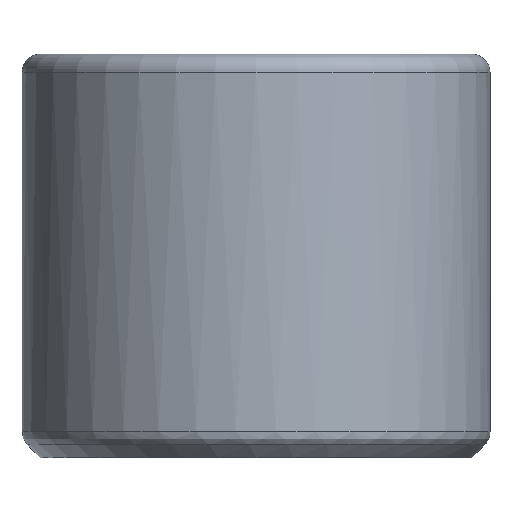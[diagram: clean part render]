
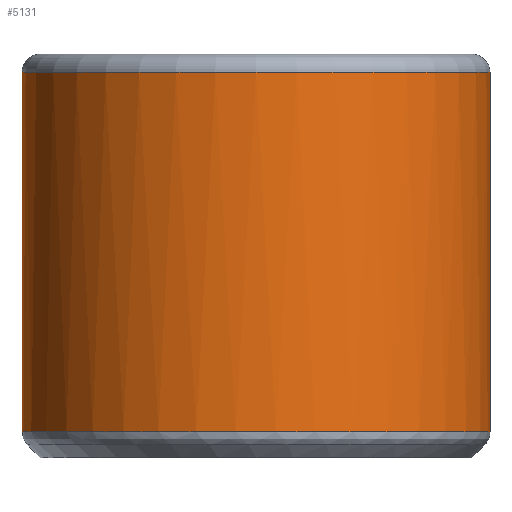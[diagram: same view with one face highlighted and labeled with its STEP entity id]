
A CAD part, front view. The second image highlights one B-rep face of the part: STEP entity #5131.
In plain terms, the highlighted cylindrical face has radius 12.75 mm (diameter 25.5 mm), a full revolution.
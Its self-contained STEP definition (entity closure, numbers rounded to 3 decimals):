
#4755 = TOROIDAL_SURFACE('',#4756,11.75,1.);
#4756 = AXIS2_PLACEMENT_3D('',#4757,#4758,#4759);
#4757 = CARTESIAN_POINT('',(0.,0.,21.));
#4758 = DIRECTION('',(0.,0.,1.));
#4759 = DIRECTION('',(1.,0.,-0.));
#4851 = ( BOUNDED_SURFACE() B_SPLINE_SURFACE(2,14,(
    (#4852,#4853,#4854,#4855,#4856,#4857,#4858,#4859,#4860,#4861,#4862
      ,#4863,#4864,#4865,#4866)
    ,(#4867,#4868,#4869,#4870,#4871,#4872,#4873,#4874,#4875,#4876,#4877
      ,#4878,#4879,#4880,#4881)
    ,(#4882,#4883,#4884,#4885,#4886,#4887,#4888,#4889,#4890,#4891,#4892
      ,#4893,#4894,#4895,#4896
)),.UNSPECIFIED.,.F.,.T.,.F.) B_SPLINE_SURFACE_WITH_KNOTS((3,3),(15,15),
  (0.,80.111),(0.,80.111),
.PIECEWISE_BEZIER_KNOTS.) GEOMETRIC_REPRESENTATION_ITEM() 
RATIONAL_B_SPLINE_SURFACE((
    (1.,1.,1.,1.,1.,1.
      ,1.,1.,1.,1.
      ,1.,1.,1.,1.,1.)
    ,(0.924,0.924,0.924,0.924
      ,0.924,0.924,0.924,0.924
      ,0.924,0.924,0.924,0.924
      ,0.924,0.924,0.924)
    ,(1.,1.,1.,1.,1.,1.
      ,1.,1.,1.,1.
      ,1.,1.,1.,1.,1.
))) REPRESENTATION_ITEM('') SURFACE() );
#4852 = CARTESIAN_POINT('',(12.75,0.,1.414));
#4853 = CARTESIAN_POINT('',(12.75,5.639,
    1.414));
#4854 = CARTESIAN_POINT('',(10.064,11.399,
    1.414));
#4855 = CARTESIAN_POINT('',(4.503,15.777,
    1.414));
#4856 = CARTESIAN_POINT('',(-3.081,17.217,
    1.414));
#4857 = CARTESIAN_POINT('',(-10.938,14.367,
    1.414));
#4858 = CARTESIAN_POINT('',(-16.209,8.726,
    1.414));
#4859 = CARTESIAN_POINT('',(-19.543,0.,
    1.414));
#4860 = CARTESIAN_POINT('',(-16.209,-8.726,
    1.414));
#4861 = CARTESIAN_POINT('',(-10.938,-14.367,
    1.414));
#4862 = CARTESIAN_POINT('',(-3.081,-17.217,
    1.414));
#4863 = CARTESIAN_POINT('',(4.503,-15.777,
    1.414));
#4864 = CARTESIAN_POINT('',(10.064,-11.399,
    1.414));
#4865 = CARTESIAN_POINT('',(12.75,-5.639,
    1.414));
#4866 = CARTESIAN_POINT('',(12.75,0.,1.414));
#4867 = CARTESIAN_POINT('',(12.75,0.,1.));
#4868 = CARTESIAN_POINT('',(12.75,5.639,1.));
#4869 = CARTESIAN_POINT('',(10.064,11.399,1.));
#4870 = CARTESIAN_POINT('',(4.503,15.777,1.));
#4871 = CARTESIAN_POINT('',(-3.081,17.217,1.));
#4872 = CARTESIAN_POINT('',(-10.938,14.367,1.));
#4873 = CARTESIAN_POINT('',(-16.209,8.726,1.));
#4874 = CARTESIAN_POINT('',(-19.543,0.,
    1.));
#4875 = CARTESIAN_POINT('',(-16.209,-8.726,
    1.));
#4876 = CARTESIAN_POINT('',(-10.938,-14.367,
    1.));
#4877 = CARTESIAN_POINT('',(-3.081,-17.217,
    1.));
#4878 = CARTESIAN_POINT('',(4.503,-15.777,1.));
#4879 = CARTESIAN_POINT('',(10.064,-11.399,1.));
#4880 = CARTESIAN_POINT('',(12.75,-5.639,1.));
#4881 = CARTESIAN_POINT('',(12.75,0.,1.));
#4882 = CARTESIAN_POINT('',(12.457,0.,0.707));
#4883 = CARTESIAN_POINT('',(12.457,5.51,
    0.707));
#4884 = CARTESIAN_POINT('',(9.833,11.137,
    0.707));
#4885 = CARTESIAN_POINT('',(4.4,15.415,
    0.707));
#4886 = CARTESIAN_POINT('',(-3.011,16.821,
    0.707));
#4887 = CARTESIAN_POINT('',(-10.687,14.037,
    0.707));
#4888 = CARTESIAN_POINT('',(-15.837,8.526,
    0.707));
#4889 = CARTESIAN_POINT('',(-19.094,0.,
    0.707));
#4890 = CARTESIAN_POINT('',(-15.837,-8.526,
    0.707));
#4891 = CARTESIAN_POINT('',(-10.687,-14.037,
    0.707));
#4892 = CARTESIAN_POINT('',(-3.011,-16.821,
    0.707));
#4893 = CARTESIAN_POINT('',(4.4,-15.415,
    0.707));
#4894 = CARTESIAN_POINT('',(9.833,-11.137,
    0.707));
#4895 = CARTESIAN_POINT('',(12.457,-5.51,
    0.707));
#4896 = CARTESIAN_POINT('',(12.457,0.,
    0.707));
#5006 = VERTEX_POINT('',#5007);
#5007 = CARTESIAN_POINT('',(12.75,0.,21.));
#5027 = EDGE_CURVE('',#5006,#5006,#5028,.T.);
#5028 = SURFACE_CURVE('',#5029,(#5034,#5041),.PCURVE_S1.);
#5029 = CIRCLE('',#5030,12.75);
#5030 = AXIS2_PLACEMENT_3D('',#5031,#5032,#5033);
#5031 = CARTESIAN_POINT('',(0.,0.,21.));
#5032 = DIRECTION('',(0.,0.,1.));
#5033 = DIRECTION('',(1.,0.,-0.));
#5034 = PCURVE('',#4755,#5035);
#5035 = DEFINITIONAL_REPRESENTATION('',(#5036),#5040);
#5036 = LINE('',#5037,#5038);
#5037 = CARTESIAN_POINT('',(0.,0.));
#5038 = VECTOR('',#5039,1.);
#5039 = DIRECTION('',(1.,0.));
#5040 = ( GEOMETRIC_REPRESENTATION_CONTEXT(2) 
PARAMETRIC_REPRESENTATION_CONTEXT() REPRESENTATION_CONTEXT('2D SPACE',''
  ) );
#5041 = PCURVE('',#5042,#5047);
#5042 = CYLINDRICAL_SURFACE('',#5043,12.75);
#5043 = AXIS2_PLACEMENT_3D('',#5044,#5045,#5046);
#5044 = CARTESIAN_POINT('',(0.,0.,0.));
#5045 = DIRECTION('',(-0.,-0.,-1.));
#5046 = DIRECTION('',(1.,0.,0.));
#5047 = DEFINITIONAL_REPRESENTATION('',(#5048),#5052);
#5048 = LINE('',#5049,#5050);
#5049 = CARTESIAN_POINT('',(-0.,-21.));
#5050 = VECTOR('',#5051,1.);
#5051 = DIRECTION('',(-1.,0.));
#5052 = ( GEOMETRIC_REPRESENTATION_CONTEXT(2) 
PARAMETRIC_REPRESENTATION_CONTEXT() REPRESENTATION_CONTEXT('2D SPACE',''
  ) );
#5060 = VERTEX_POINT('',#5061);
#5061 = CARTESIAN_POINT('',(12.75,0.,1.414));
#5082 = EDGE_CURVE('',#5060,#5060,#5083,.T.);
#5083 = SURFACE_CURVE('',#5084,(#5100,#5107),.PCURVE_S1.);
#5084 = ( BOUNDED_CURVE() B_SPLINE_CURVE(14,(#5085,#5086,#5087,#5088,
    #5089,#5090,#5091,#5092,#5093,#5094,#5095,#5096,#5097,#5098,#5099),
.UNSPECIFIED.,.T.,.F.) B_SPLINE_CURVE_WITH_KNOTS((15,15),(
0.,80.111),.PIECEWISE_BEZIER_KNOTS.) CURVE() 
GEOMETRIC_REPRESENTATION_ITEM() RATIONAL_B_SPLINE_CURVE((1.,1.,
    1.,1.,1.,1.,
    1.,1.,1.,1.,
    1.,1.,1.,1.,1.)) 
REPRESENTATION_ITEM('') );
#5085 = CARTESIAN_POINT('',(12.75,0.,1.414));
#5086 = CARTESIAN_POINT('',(12.75,5.639,
    1.414));
#5087 = CARTESIAN_POINT('',(10.064,11.399,
    1.414));
#5088 = CARTESIAN_POINT('',(4.503,15.777,
    1.414));
#5089 = CARTESIAN_POINT('',(-3.081,17.217,
    1.414));
#5090 = CARTESIAN_POINT('',(-10.938,14.367,
    1.414));
#5091 = CARTESIAN_POINT('',(-16.209,8.726,
    1.414));
#5092 = CARTESIAN_POINT('',(-19.543,0.,
    1.414));
#5093 = CARTESIAN_POINT('',(-16.209,-8.726,
    1.414));
#5094 = CARTESIAN_POINT('',(-10.938,-14.367,
    1.414));
#5095 = CARTESIAN_POINT('',(-3.081,-17.217,
    1.414));
#5096 = CARTESIAN_POINT('',(4.503,-15.777,
    1.414));
#5097 = CARTESIAN_POINT('',(10.064,-11.399,
    1.414));
#5098 = CARTESIAN_POINT('',(12.75,-5.639,
    1.414));
#5099 = CARTESIAN_POINT('',(12.75,0.,1.414));
#5100 = PCURVE('',#4851,#5101);
#5101 = DEFINITIONAL_REPRESENTATION('',(#5102),#5106);
#5102 = LINE('',#5103,#5104);
#5103 = CARTESIAN_POINT('',(0.,0.));
#5104 = VECTOR('',#5105,1.);
#5105 = DIRECTION('',(0.,1.));
#5106 = ( GEOMETRIC_REPRESENTATION_CONTEXT(2) 
PARAMETRIC_REPRESENTATION_CONTEXT() REPRESENTATION_CONTEXT('2D SPACE',''
  ) );
#5107 = PCURVE('',#5042,#5108);
#5108 = DEFINITIONAL_REPRESENTATION('',(#5109),#5130);
#5109 = B_SPLINE_CURVE_WITH_KNOTS('',10,(#5110,#5111,#5112,#5113,#5114,
    #5115,#5116,#5117,#5118,#5119,#5120,#5121,#5122,#5123,#5124,#5125,
    #5126,#5127,#5128,#5129),.UNSPECIFIED.,.F.,.F.,(11,9,11),(
    0.,40.055,80.111),.UNSPECIFIED.);
#5110 = CARTESIAN_POINT('',(0.,-1.414));
#5111 = CARTESIAN_POINT('',(-0.31,-1.414));
#5112 = CARTESIAN_POINT('',(-0.624,-1.414));
#5113 = CARTESIAN_POINT('',(-0.94,-1.414));
#5114 = CARTESIAN_POINT('',(-1.256,-1.414));
#5115 = CARTESIAN_POINT('',(-1.57,-1.414));
#5116 = CARTESIAN_POINT('',(-1.885,-1.414));
#5117 = CARTESIAN_POINT('',(-2.199,-1.414));
#5118 = CARTESIAN_POINT('',(-2.513,-1.414));
#5119 = CARTESIAN_POINT('',(-2.827,-1.414));
#5120 = CARTESIAN_POINT('',(-3.456,-1.414));
#5121 = CARTESIAN_POINT('',(-3.77,-1.414));
#5122 = CARTESIAN_POINT('',(-4.084,-1.414));
#5123 = CARTESIAN_POINT('',(-4.398,-1.414));
#5124 = CARTESIAN_POINT('',(-4.713,-1.414));
#5125 = CARTESIAN_POINT('',(-5.027,-1.414));
#5126 = CARTESIAN_POINT('',(-5.343,-1.414));
#5127 = CARTESIAN_POINT('',(-5.659,-1.414));
#5128 = CARTESIAN_POINT('',(-5.974,-1.414));
#5129 = CARTESIAN_POINT('',(-6.283,-1.414));
#5130 = ( GEOMETRIC_REPRESENTATION_CONTEXT(2) 
PARAMETRIC_REPRESENTATION_CONTEXT() REPRESENTATION_CONTEXT('2D SPACE',''
  ) );
#5131 = ADVANCED_FACE('',(#5132),#5042,.T.);
#5132 = FACE_BOUND('',#5133,.F.);
#5133 = EDGE_LOOP('',(#5134,#5155,#5156,#5157));
#5134 = ORIENTED_EDGE('',*,*,#5135,.T.);
#5135 = EDGE_CURVE('',#5060,#5006,#5136,.T.);
#5136 = SEAM_CURVE('',#5137,(#5141,#5148),.PCURVE_S1.);
#5137 = LINE('',#5138,#5139);
#5138 = CARTESIAN_POINT('',(12.75,0.,0.));
#5139 = VECTOR('',#5140,1.);
#5140 = DIRECTION('',(0.,0.,1.));
#5141 = PCURVE('',#5042,#5142);
#5142 = DEFINITIONAL_REPRESENTATION('',(#5143),#5147);
#5143 = LINE('',#5144,#5145);
#5144 = CARTESIAN_POINT('',(-0.,0.));
#5145 = VECTOR('',#5146,1.);
#5146 = DIRECTION('',(-0.,-1.));
#5147 = ( GEOMETRIC_REPRESENTATION_CONTEXT(2) 
PARAMETRIC_REPRESENTATION_CONTEXT() REPRESENTATION_CONTEXT('2D SPACE',''
  ) );
#5148 = PCURVE('',#5042,#5149);
#5149 = DEFINITIONAL_REPRESENTATION('',(#5150),#5154);
#5150 = LINE('',#5151,#5152);
#5151 = CARTESIAN_POINT('',(-6.283,0.));
#5152 = VECTOR('',#5153,1.);
#5153 = DIRECTION('',(-0.,-1.));
#5154 = ( GEOMETRIC_REPRESENTATION_CONTEXT(2) 
PARAMETRIC_REPRESENTATION_CONTEXT() REPRESENTATION_CONTEXT('2D SPACE',''
  ) );
#5155 = ORIENTED_EDGE('',*,*,#5027,.T.);
#5156 = ORIENTED_EDGE('',*,*,#5135,.F.);
#5157 = ORIENTED_EDGE('',*,*,#5082,.F.);
